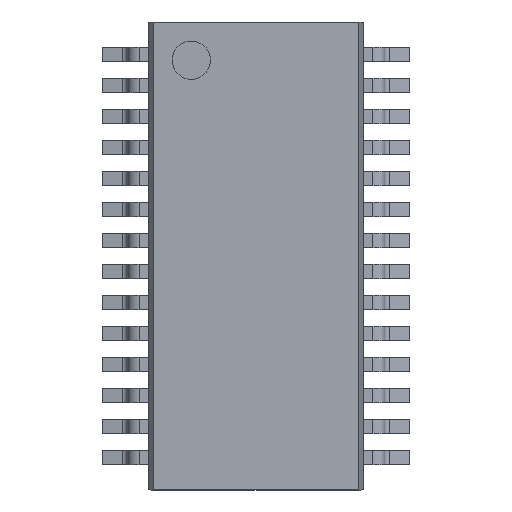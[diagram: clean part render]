
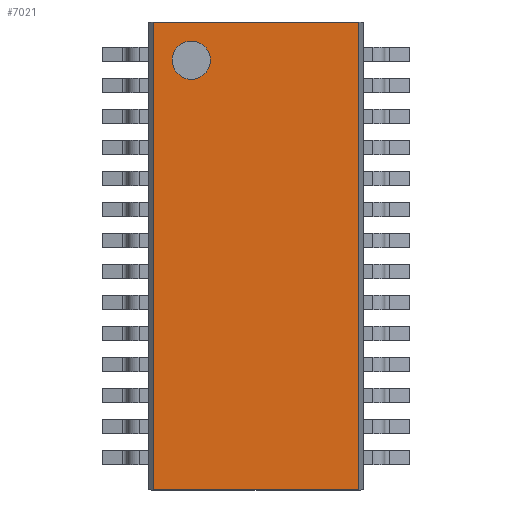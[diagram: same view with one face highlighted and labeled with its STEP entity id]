
A CAD part, top view. The second image highlights one B-rep face of the part: STEP entity #7021.
In plain terms, the highlighted planar face has unit normal (0, 0, 1).
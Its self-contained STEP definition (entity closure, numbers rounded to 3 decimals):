
#85=LINE('',#10210,#905);
#96=LINE('',#10230,#916);
#98=LINE('',#10233,#918);
#100=LINE('',#10236,#920);
#905=VECTOR('',#8112,1.);
#916=VECTOR('',#8127,1.);
#918=VECTOR('',#8131,1.);
#920=VECTOR('',#8135,1.);
#1724=PLANE('',#7464);
#2016=FACE_BOUND('',#2436,.T.);
#2024=FACE_OUTER_BOUND('',#2435,.T.);
#2435=EDGE_LOOP('',(#4840,#4841,#4842,#4843));
#2436=EDGE_LOOP('',(#4844));
#2840=CIRCLE('',#7457,0.4);
#3066=VERTEX_POINT('',#10189);
#3074=VERTEX_POINT('',#10207);
#3075=VERTEX_POINT('',#10209);
#3081=VERTEX_POINT('',#10227);
#3082=VERTEX_POINT('',#10229);
#3764=EDGE_CURVE('',#3066,#3066,#2840,.T.);
#3772=EDGE_CURVE('',#3074,#3075,#85,.T.);
#3783=EDGE_CURVE('',#3082,#3081,#96,.T.);
#3785=EDGE_CURVE('',#3074,#3082,#98,.T.);
#3787=EDGE_CURVE('',#3075,#3081,#100,.F.);
#4840=ORIENTED_EDGE('',*,*,#3783,.T.);
#4841=ORIENTED_EDGE('',*,*,#3787,.F.);
#4842=ORIENTED_EDGE('',*,*,#3772,.F.);
#4843=ORIENTED_EDGE('',*,*,#3785,.T.);
#4844=ORIENTED_EDGE('',*,*,#3764,.T.);
#7021=ADVANCED_FACE('',(#2024,#2016),#1724,.T.);
#7457=AXIS2_PLACEMENT_3D('',#10190,#8097,#8098);
#7464=AXIS2_PLACEMENT_3D('',#10235,#8133,#8134);
#8097=DIRECTION('center_axis',(0.,0.,
-1.));
#8098=DIRECTION('ref_axis',(1.,0.,0.));
#8112=DIRECTION('',(-1.,0.,0.));
#8127=DIRECTION('',(-1.,0.,0.));
#8131=DIRECTION('',(0.,1.,0.));
#8133=DIRECTION('center_axis',(0.,0.,
1.));
#8134=DIRECTION('ref_axis',(0.,-1.,0.));
#8135=DIRECTION('',(0.,-1.,0.));
#10189=CARTESIAN_POINT('',(-0.953,4.1,1.2));
#10190=CARTESIAN_POINT('Origin',(-1.353,4.1,1.2));
#10207=CARTESIAN_POINT('',(2.153,-4.9,1.2));
#10209=CARTESIAN_POINT('',(-2.153,-4.9,1.2));
#10210=CARTESIAN_POINT('',(2.171,-4.9,1.2));
#10227=CARTESIAN_POINT('',(-2.153,4.9,1.2));
#10229=CARTESIAN_POINT('',(2.153,4.9,1.2));
#10230=CARTESIAN_POINT('',(2.171,4.9,1.2));
#10233=CARTESIAN_POINT('',(2.153,-5.35,1.2));
#10235=CARTESIAN_POINT('Origin',(2.171,-5.35,1.2));
#10236=CARTESIAN_POINT('',(-2.153,-5.35,1.2));
